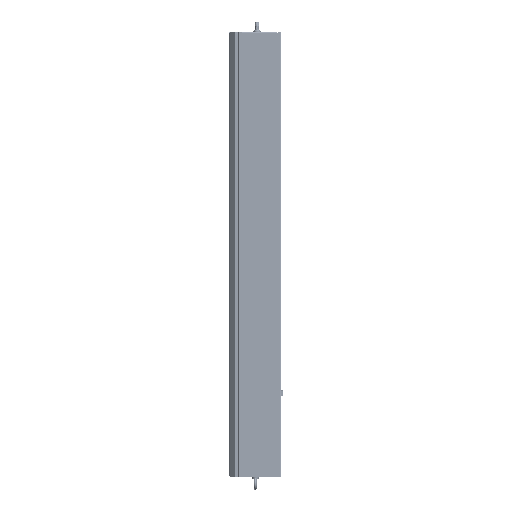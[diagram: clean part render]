
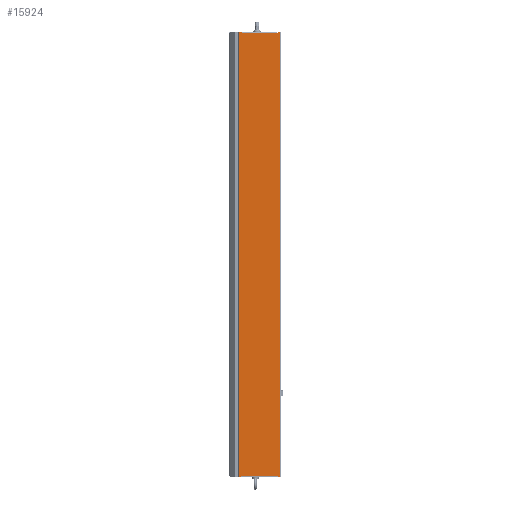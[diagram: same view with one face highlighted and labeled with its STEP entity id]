
A CAD part, left-side view. The second image highlights one B-rep face of the part: STEP entity #15924.
In plain terms, the highlighted planar face has unit normal (-1, 0, 0).
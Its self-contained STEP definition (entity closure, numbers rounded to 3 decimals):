
#939=DIRECTION('',(0.,0.,-1.));
#940=VECTOR('',#939,625.);
#941=CARTESIAN_POINT('',(-197.5,118.,625.));
#942=LINE('',#941,#940);
#943=DIRECTION('',(0.,0.,-1.));
#944=VECTOR('',#943,625.);
#945=CARTESIAN_POINT('',(-197.5,118.,0.));
#946=LINE('',#945,#944);
#2617=DIRECTION('',(0.,-1.,0.));
#2618=VECTOR('',#2617,6.124);
#2619=CARTESIAN_POINT('',(-197.5,8.124,-625.));
#2620=LINE('',#2619,#2618);
#2625=DIRECTION('',(0.,-1.,0.));
#2626=VECTOR('',#2625,6.124);
#2627=CARTESIAN_POINT('',(-197.5,118.,625.));
#2628=LINE('',#2627,#2626);
#2629=DIRECTION('',(0.,-0.5,-0.866));
#2630=VECTOR('',#2629,3.753);
#2631=CARTESIAN_POINT('',(-197.5,111.876,625.));
#2632=LINE('',#2631,#2630);
#2633=DIRECTION('',(0.,-0.5,0.866));
#2634=VECTOR('',#2633,3.753);
#2635=CARTESIAN_POINT('',(-197.5,10.,621.75));
#2636=LINE('',#2635,#2634);
#2637=DIRECTION('',(0.,-1.,0.));
#2638=VECTOR('',#2637,6.124);
#2639=CARTESIAN_POINT('',(-197.5,8.124,625.));
#2640=LINE('',#2639,#2638);
#2641=DIRECTION('',(0.,0.5,0.866));
#2642=VECTOR('',#2641,3.753);
#2643=CARTESIAN_POINT('',(-197.5,8.124,-625.));
#2644=LINE('',#2643,#2642);
#2645=DIRECTION('',(0.,0.5,-0.866));
#2646=VECTOR('',#2645,3.753);
#2647=CARTESIAN_POINT('',(-197.5,110.,-621.75));
#2648=LINE('',#2647,#2646);
#2675=DIRECTION('',(0.,1.,0.));
#2676=VECTOR('',#2675,100.);
#2677=CARTESIAN_POINT('',(-197.5,10.,621.75));
#2678=LINE('',#2677,#2676);
#6720=DIRECTION('',(0.,0.,1.));
#6721=VECTOR('',#6720,625.);
#6722=CARTESIAN_POINT('',(-197.5,2.,-625.));
#6723=LINE('',#6722,#6721);
#6724=DIRECTION('',(0.,0.,1.));
#6725=VECTOR('',#6724,625.);
#6726=CARTESIAN_POINT('',(-197.5,2.,0.));
#6727=LINE('',#6726,#6725);
#9422=DIRECTION('',(0.,-1.,0.));
#9423=VECTOR('',#9422,100.);
#9424=CARTESIAN_POINT('',(-197.5,110.,-621.75));
#9425=LINE('',#9424,#9423);
#9534=DIRECTION('',(0.,-1.,0.));
#9535=VECTOR('',#9534,6.124);
#9536=CARTESIAN_POINT('',(-197.5,118.,-625.));
#9537=LINE('',#9536,#9535);
#10376=CARTESIAN_POINT('',(-197.5,118.,625.));
#10377=VERTEX_POINT('',#10376);
#11424=CARTESIAN_POINT('',(-197.5,2.,-625.));
#11425=VERTEX_POINT('',#11424);
#11426=CARTESIAN_POINT('',(-197.5,8.124,-625.));
#11427=VERTEX_POINT('',#11426);
#11428=CARTESIAN_POINT('',(-197.5,111.876,-625.));
#11429=VERTEX_POINT('',#11428);
#11430=CARTESIAN_POINT('',(-197.5,118.,-625.));
#11431=VERTEX_POINT('',#11430);
#11432=CARTESIAN_POINT('',(-197.5,10.,-621.75));
#11433=VERTEX_POINT('',#11432);
#11434=CARTESIAN_POINT('',(-197.5,118.,0.));
#11435=VERTEX_POINT('',#11434);
#11436=CARTESIAN_POINT('',(-197.5,111.876,625.));
#11437=VERTEX_POINT('',#11436);
#11438=CARTESIAN_POINT('',(-197.5,110.,621.75));
#11439=VERTEX_POINT('',#11438);
#11440=CARTESIAN_POINT('',(-197.5,10.,621.75));
#11441=VERTEX_POINT('',#11440);
#11442=CARTESIAN_POINT('',(-197.5,8.124,625.));
#11443=VERTEX_POINT('',#11442);
#11444=CARTESIAN_POINT('',(-197.5,2.,625.));
#11445=VERTEX_POINT('',#11444);
#11446=CARTESIAN_POINT('',(-197.5,2.,0.));
#11447=VERTEX_POINT('',#11446);
#11448=CARTESIAN_POINT('',(-197.5,110.,-621.75));
#11449=VERTEX_POINT('',#11448);
#15893=CARTESIAN_POINT('',(-197.5,0.,0.));
#15894=DIRECTION('',(-1.,0.,0.));
#15895=DIRECTION('',(0.,0.,-1.));
#15896=AXIS2_PLACEMENT_3D('',#15893,#15894,#15895);
#15897=PLANE('',#15896);
#15898=ORIENTED_EDGE('',*,*,#14056,.F.);
#15899=ORIENTED_EDGE('',*,*,#14054,.F.);
#15901=ORIENTED_EDGE('',*,*,#15900,.T.);
#15903=ORIENTED_EDGE('',*,*,#15902,.T.);
#15905=ORIENTED_EDGE('',*,*,#15904,.F.);
#15907=ORIENTED_EDGE('',*,*,#15906,.T.);
#15909=ORIENTED_EDGE('',*,*,#15908,.T.);
#15911=ORIENTED_EDGE('',*,*,#15910,.F.);
#15913=ORIENTED_EDGE('',*,*,#15912,.F.);
#15914=ORIENTED_EDGE('',*,*,#15872,.F.);
#15915=ORIENTED_EDGE('',*,*,#15884,.T.);
#15917=ORIENTED_EDGE('',*,*,#15916,.F.);
#15919=ORIENTED_EDGE('',*,*,#15918,.T.);
#15921=ORIENTED_EDGE('',*,*,#15920,.F.);
#15922=EDGE_LOOP('',(#15898,#15899,#15901,#15903,#15905,#15907,#15909,#15911,
#15913,#15914,#15915,#15917,#15919,#15921));
#15923=FACE_OUTER_BOUND('',#15922,.F.);
#15924=ADVANCED_FACE('',(#15923),#15897,.T.);
#14054=EDGE_CURVE('',#10377,#11435,#942,.T.);
#14056=EDGE_CURVE('',#11435,#11431,#946,.T.);
#15872=EDGE_CURVE('',#11427,#11425,#2620,.T.);
#15884=EDGE_CURVE('',#11427,#11433,#2644,.T.);
#15900=EDGE_CURVE('',#10377,#11437,#2628,.T.);
#15902=EDGE_CURVE('',#11437,#11439,#2632,.T.);
#15904=EDGE_CURVE('',#11441,#11439,#2678,.T.);
#15906=EDGE_CURVE('',#11441,#11443,#2636,.T.);
#15908=EDGE_CURVE('',#11443,#11445,#2640,.T.);
#15910=EDGE_CURVE('',#11447,#11445,#6727,.T.);
#15912=EDGE_CURVE('',#11425,#11447,#6723,.T.);
#15916=EDGE_CURVE('',#11449,#11433,#9425,.T.);
#15918=EDGE_CURVE('',#11449,#11429,#2648,.T.);
#15920=EDGE_CURVE('',#11431,#11429,#9537,.T.);
